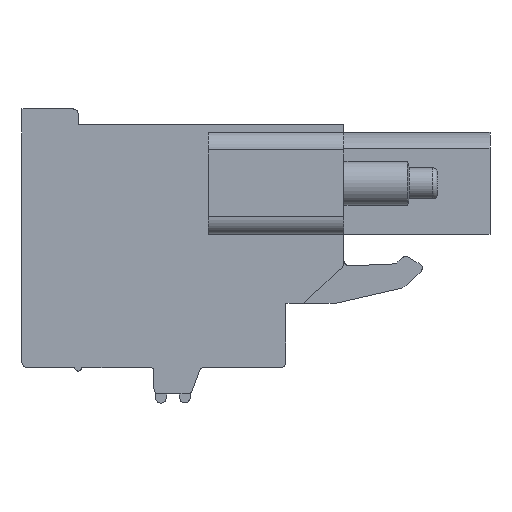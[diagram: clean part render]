
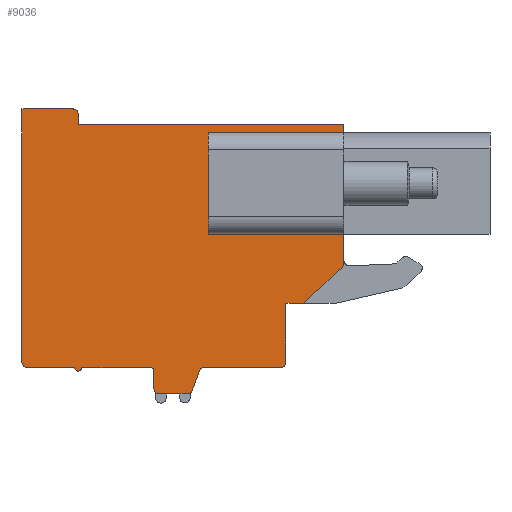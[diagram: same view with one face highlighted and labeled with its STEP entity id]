
A CAD part, left-side view. The second image highlights one B-rep face of the part: STEP entity #9036.
In plain terms, the highlighted planar face has unit normal (-1, 0, 0).
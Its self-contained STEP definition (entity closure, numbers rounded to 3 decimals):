
#1596=DIRECTION('',(0.,1.,0.));
#1597=VECTOR('',#1596,6.1);
#1598=CARTESIAN_POINT('',(-36.18,-4.06,0.73));
#1599=LINE('',#1598,#1597);
#1600=DIRECTION('',(0.,1.,0.));
#1601=VECTOR('',#1600,6.1);
#1602=CARTESIAN_POINT('',(-36.18,-4.06,6.53));
#1603=LINE('',#1602,#1601);
#1604=DIRECTION('',(0.,0.,-1.));
#1605=VECTOR('',#1604,7.87);
#1606=CARTESIAN_POINT('',(-36.18,-5.66,6.96));
#1607=LINE('',#1606,#1605);
#1608=CARTESIAN_POINT('',(-36.18,-5.36,-0.91));
#1609=DIRECTION('',(1.,0.,0.));
#1610=DIRECTION('',(0.,-1.,0.));
#1611=AXIS2_PLACEMENT_3D('',#1608,#1609,#1610);
#1613=DIRECTION('',(0.,0.731,-0.683));
#1614=VECTOR('',#1613,3.018);
#1615=CARTESIAN_POINT('',(-36.18,-5.565,-1.129));
#1616=LINE('',#1615,#1614);
#1617=DIRECTION('',(0.,1.,0.));
#1618=VECTOR('',#1617,1.);
#1619=CARTESIAN_POINT('',(-36.18,-3.36,-3.19));
#1620=LINE('',#1619,#1618);
#1621=DIRECTION('',(0.,0.,-1.));
#1622=VECTOR('',#1621,3.35);
#1623=CARTESIAN_POINT('',(-36.18,-2.36,-3.19));
#1624=LINE('',#1623,#1622);
#1625=CARTESIAN_POINT('',(-36.18,-2.06,-6.54));
#1626=DIRECTION('',(1.,0.,0.));
#1627=DIRECTION('',(0.,-1.,0.));
#1628=AXIS2_PLACEMENT_3D('',#1625,#1626,#1627);
#1630=DIRECTION('',(0.,1.,0.));
#1631=VECTOR('',#1630,4.34);
#1632=CARTESIAN_POINT('',(-36.18,-2.06,-6.84));
#1633=LINE('',#1632,#1631);
#1634=CARTESIAN_POINT('',(-36.18,2.28,-7.14));
#1635=DIRECTION('',(-1.,0.,0.));
#1636=DIRECTION('',(0.,0.,1.));
#1637=AXIS2_PLACEMENT_3D('',#1634,#1635,#1636);
#1639=DIRECTION('',(0.,0.345,-0.939));
#1640=VECTOR('',#1639,1.179);
#1641=CARTESIAN_POINT('',(-36.18,2.562,-7.037));
#1642=LINE('',#1641,#1640);
#1643=CARTESIAN_POINT('',(-36.18,3.25,-8.04));
#1644=DIRECTION('',(1.,0.,0.));
#1645=DIRECTION('',(0.,-0.939,-0.345));
#1646=AXIS2_PLACEMENT_3D('',#1643,#1644,#1645);
#1648=DIRECTION('',(0.,1.,0.));
#1649=VECTOR('',#1648,1.59);
#1650=CARTESIAN_POINT('',(-36.18,3.25,-8.34));
#1651=LINE('',#1650,#1649);
#1652=CARTESIAN_POINT('',(-36.18,4.84,-8.04));
#1653=DIRECTION('',(1.,0.,0.));
#1654=DIRECTION('',(0.,0.,-1.));
#1655=AXIS2_PLACEMENT_3D('',#1652,#1653,#1654);
#1657=DIRECTION('',(0.,0.,1.));
#1658=VECTOR('',#1657,1.);
#1659=CARTESIAN_POINT('',(-36.18,5.14,-8.04));
#1660=LINE('',#1659,#1658);
#1661=CARTESIAN_POINT('',(-36.18,5.34,-7.04));
#1662=DIRECTION('',(-1.,0.,0.));
#1663=DIRECTION('',(0.,-1.,0.));
#1664=AXIS2_PLACEMENT_3D('',#1661,#1662,#1663);
#1666=DIRECTION('',(0.,1.,0.));
#1667=VECTOR('',#1666,3.9);
#1668=CARTESIAN_POINT('',(-36.18,5.34,-6.84));
#1669=LINE('',#1668,#1667);
#1670=CARTESIAN_POINT('',(-36.18,9.44,-6.84));
#1671=DIRECTION('',(1.,0.,0.));
#1672=DIRECTION('',(0.,-1.,0.));
#1673=AXIS2_PLACEMENT_3D('',#1670,#1671,#1672);
#1675=DIRECTION('',(0.,1.,0.));
#1676=VECTOR('',#1675,2.7);
#1677=CARTESIAN_POINT('',(-36.18,9.64,-6.84));
#1678=LINE('',#1677,#1676);
#1679=CARTESIAN_POINT('',(-36.18,12.34,-6.54));
#1680=DIRECTION('',(1.,0.,0.));
#1681=DIRECTION('',(0.,0.,-1.));
#1682=AXIS2_PLACEMENT_3D('',#1679,#1680,#1681);
#1684=DIRECTION('',(0.,0.,1.));
#1685=VECTOR('',#1684,14.4);
#1686=CARTESIAN_POINT('',(-36.18,12.64,-6.54));
#1687=LINE('',#1686,#1685);
#1688=DIRECTION('',(0.,-1.,0.));
#1689=VECTOR('',#1688,2.9);
#1690=CARTESIAN_POINT('',(-36.18,12.64,7.86));
#1691=LINE('',#1690,#1689);
#1692=CARTESIAN_POINT('',(-36.18,9.74,7.56));
#1693=DIRECTION('',(1.,0.,0.));
#1694=DIRECTION('',(0.,0.,1.));
#1695=AXIS2_PLACEMENT_3D('',#1692,#1693,#1694);
#1697=DIRECTION('',(0.,0.,-1.));
#1698=VECTOR('',#1697,0.6);
#1699=CARTESIAN_POINT('',(-36.18,9.44,7.56));
#1700=LINE('',#1699,#1698);
#1701=DIRECTION('',(0.,-1.,0.));
#1702=VECTOR('',#1701,15.1);
#1703=CARTESIAN_POINT('',(-36.18,9.44,6.96));
#1704=LINE('',#1703,#1702);
#1756=DIRECTION('',(0.,0.,1.));
#1757=VECTOR('',#1756,5.8);
#1758=CARTESIAN_POINT('',(-36.18,2.04,0.73));
#1759=LINE('',#1758,#1757);
#1861=DIRECTION('',(0.,0.,1.));
#1862=VECTOR('',#1861,5.8);
#1863=CARTESIAN_POINT('',(-36.18,-4.06,0.73));
#1864=LINE('',#1863,#1862);
#5235=CARTESIAN_POINT('',(-36.18,9.44,6.96));
#5236=CARTESIAN_POINT('',(-36.18,-5.66,6.96));
#5237=VERTEX_POINT('',#5235);
#5238=VERTEX_POINT('',#5236);
#5239=CARTESIAN_POINT('',(-36.18,-5.66,-0.91));
#5240=CARTESIAN_POINT('',(-36.18,-5.565,-1.129));
#5241=VERTEX_POINT('',#5239);
#5242=VERTEX_POINT('',#5240);
#5243=CARTESIAN_POINT('',(-36.18,-3.36,-3.19));
#5244=VERTEX_POINT('',#5243);
#5245=CARTESIAN_POINT('',(-36.18,-2.36,-3.19));
#5246=VERTEX_POINT('',#5245);
#5247=CARTESIAN_POINT('',(-36.18,-2.36,-6.54));
#5248=VERTEX_POINT('',#5247);
#5249=CARTESIAN_POINT('',(-36.18,-2.06,-6.84));
#5250=VERTEX_POINT('',#5249);
#5251=CARTESIAN_POINT('',(-36.18,2.28,-6.84));
#5252=VERTEX_POINT('',#5251);
#5253=CARTESIAN_POINT('',(-36.18,2.562,-7.037));
#5254=VERTEX_POINT('',#5253);
#5255=CARTESIAN_POINT('',(-36.18,2.968,-8.143));
#5256=VERTEX_POINT('',#5255);
#5257=CARTESIAN_POINT('',(-36.18,3.25,-8.34));
#5258=VERTEX_POINT('',#5257);
#5259=CARTESIAN_POINT('',(-36.18,4.84,-8.34));
#5260=VERTEX_POINT('',#5259);
#5261=CARTESIAN_POINT('',(-36.18,5.14,-8.04));
#5262=VERTEX_POINT('',#5261);
#5263=CARTESIAN_POINT('',(-36.18,5.14,-7.04));
#5264=VERTEX_POINT('',#5263);
#5265=CARTESIAN_POINT('',(-36.18,5.34,-6.84));
#5266=VERTEX_POINT('',#5265);
#5267=CARTESIAN_POINT('',(-36.18,9.24,-6.84));
#5268=VERTEX_POINT('',#5267);
#5269=CARTESIAN_POINT('',(-36.18,9.64,-6.84));
#5270=VERTEX_POINT('',#5269);
#5271=CARTESIAN_POINT('',(-36.18,12.34,-6.84));
#5272=VERTEX_POINT('',#5271);
#5273=CARTESIAN_POINT('',(-36.18,12.64,-6.54));
#5274=VERTEX_POINT('',#5273);
#5275=CARTESIAN_POINT('',(-36.18,12.64,7.86));
#5276=VERTEX_POINT('',#5275);
#5277=CARTESIAN_POINT('',(-36.18,9.74,7.86));
#5278=VERTEX_POINT('',#5277);
#5279=CARTESIAN_POINT('',(-36.18,9.44,7.56));
#5280=VERTEX_POINT('',#5279);
#6661=CARTESIAN_POINT('',(-36.18,2.04,0.73));
#6662=CARTESIAN_POINT('',(-36.18,2.04,6.53));
#6663=VERTEX_POINT('',#6661);
#6664=VERTEX_POINT('',#6662);
#6697=CARTESIAN_POINT('',(-36.18,-4.06,0.73));
#6698=CARTESIAN_POINT('',(-36.18,-4.06,6.53));
#6699=VERTEX_POINT('',#6697);
#6700=VERTEX_POINT('',#6698);
#8974=CARTESIAN_POINT('',(-36.18,0.,0.));
#8975=DIRECTION('',(1.,0.,0.));
#8976=DIRECTION('',(0.,-1.,0.));
#8977=AXIS2_PLACEMENT_3D('',#8974,#8975,#8976);
#8978=PLANE('',#8977);
#8979=ORIENTED_EDGE('',*,*,#6949,.T.);
#8981=ORIENTED_EDGE('',*,*,#8980,.T.);
#8983=ORIENTED_EDGE('',*,*,#8982,.T.);
#8985=ORIENTED_EDGE('',*,*,#8984,.T.);
#8987=ORIENTED_EDGE('',*,*,#8986,.T.);
#8989=ORIENTED_EDGE('',*,*,#8988,.T.);
#8991=ORIENTED_EDGE('',*,*,#8990,.T.);
#8993=ORIENTED_EDGE('',*,*,#8992,.T.);
#8995=ORIENTED_EDGE('',*,*,#8994,.T.);
#8997=ORIENTED_EDGE('',*,*,#8996,.T.);
#8999=ORIENTED_EDGE('',*,*,#8998,.T.);
#9001=ORIENTED_EDGE('',*,*,#9000,.T.);
#9003=ORIENTED_EDGE('',*,*,#9002,.T.);
#9005=ORIENTED_EDGE('',*,*,#9004,.T.);
#9007=ORIENTED_EDGE('',*,*,#9006,.T.);
#9009=ORIENTED_EDGE('',*,*,#9008,.T.);
#9011=ORIENTED_EDGE('',*,*,#9010,.T.);
#9013=ORIENTED_EDGE('',*,*,#9012,.T.);
#9015=ORIENTED_EDGE('',*,*,#9014,.T.);
#9017=ORIENTED_EDGE('',*,*,#9016,.T.);
#9019=ORIENTED_EDGE('',*,*,#9018,.T.);
#9021=ORIENTED_EDGE('',*,*,#9020,.T.);
#9023=ORIENTED_EDGE('',*,*,#9022,.T.);
#9024=EDGE_LOOP('',(#8979,#8981,#8983,#8985,#8987,#8989,#8991,#8993,#8995,#8997,
#8999,#9001,#9003,#9005,#9007,#9009,#9011,#9013,#9015,#9017,#9019,#9021,#9023));
#9025=FACE_OUTER_BOUND('',#9024,.F.);
#9027=ORIENTED_EDGE('',*,*,#9026,.F.);
#9029=ORIENTED_EDGE('',*,*,#9028,.T.);
#9031=ORIENTED_EDGE('',*,*,#9030,.T.);
#9033=ORIENTED_EDGE('',*,*,#9032,.F.);
#9034=EDGE_LOOP('',(#9027,#9029,#9031,#9033));
#9035=FACE_BOUND('',#9034,.F.);
#9036=ADVANCED_FACE('',(#9025,#9035),#8978,.F.);
#1612=CIRCLE('',#1611,0.3);
#1629=CIRCLE('',#1628,0.3);
#1638=CIRCLE('',#1637,0.3);
#1647=CIRCLE('',#1646,0.3);
#1656=CIRCLE('',#1655,0.3);
#1665=CIRCLE('',#1664,0.2);
#1674=CIRCLE('',#1673,0.2);
#1683=CIRCLE('',#1682,0.3);
#1696=CIRCLE('',#1695,0.3);
#6949=EDGE_CURVE('',#5238,#5241,#1607,.T.);
#8980=EDGE_CURVE('',#5241,#5242,#1612,.T.);
#8982=EDGE_CURVE('',#5242,#5244,#1616,.T.);
#8984=EDGE_CURVE('',#5244,#5246,#1620,.T.);
#8986=EDGE_CURVE('',#5246,#5248,#1624,.T.);
#8988=EDGE_CURVE('',#5248,#5250,#1629,.T.);
#8990=EDGE_CURVE('',#5250,#5252,#1633,.T.);
#8992=EDGE_CURVE('',#5252,#5254,#1638,.T.);
#8994=EDGE_CURVE('',#5254,#5256,#1642,.T.);
#8996=EDGE_CURVE('',#5256,#5258,#1647,.T.);
#8998=EDGE_CURVE('',#5258,#5260,#1651,.T.);
#9000=EDGE_CURVE('',#5260,#5262,#1656,.T.);
#9002=EDGE_CURVE('',#5262,#5264,#1660,.T.);
#9004=EDGE_CURVE('',#5264,#5266,#1665,.T.);
#9006=EDGE_CURVE('',#5266,#5268,#1669,.T.);
#9008=EDGE_CURVE('',#5268,#5270,#1674,.T.);
#9010=EDGE_CURVE('',#5270,#5272,#1678,.T.);
#9012=EDGE_CURVE('',#5272,#5274,#1683,.T.);
#9014=EDGE_CURVE('',#5274,#5276,#1687,.T.);
#9016=EDGE_CURVE('',#5276,#5278,#1691,.T.);
#9018=EDGE_CURVE('',#5278,#5280,#1696,.T.);
#9020=EDGE_CURVE('',#5280,#5237,#1700,.T.);
#9022=EDGE_CURVE('',#5237,#5238,#1704,.T.);
#9026=EDGE_CURVE('',#6699,#6663,#1599,.T.);
#9028=EDGE_CURVE('',#6699,#6700,#1864,.T.);
#9030=EDGE_CURVE('',#6700,#6664,#1603,.T.);
#9032=EDGE_CURVE('',#6663,#6664,#1759,.T.);
